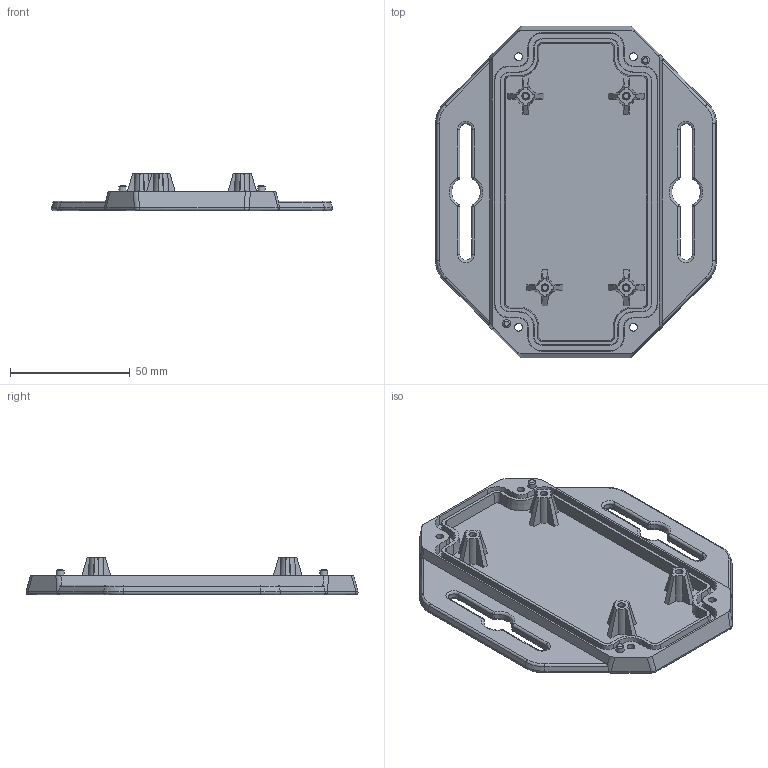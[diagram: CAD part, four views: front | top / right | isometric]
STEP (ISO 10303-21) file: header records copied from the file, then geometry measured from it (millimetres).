
FILE_DESCRIPTION(('FreeCAD Model'),'2;1');
FILE_NAME('Open CASCADE Shape Model','2021-02-22T04:40:34',('Author'),( ''),'Open CASCADE STEP processor 7.4','FreeCAD','Unknown');
FILE_SCHEMA(('AUTOMOTIVE_DESIGN { 1 0 10303 214 1 1 1 1 }'));
Length unit declared in the file: millimetre
Products named in the file (1): PolarPattern
Bounding box: 117.39 x 138.68 x 15.6 mm (x, y, z)
Volume: 53511.1 mm3; surface area: 36309.3 mm2
Topology: 1 solids, 1 shells, 313 faces, 792 edges, 486 vertices
Faces by surface type: plane 83, bspline 72, cylinder 70, cone 48, torus 24, sphere 16
Full cylindrical faces by diameter (mm): 3.2 x8, 8 x4
Entity records: 9998 total; most frequent: CARTESIAN_POINT 2784, ORIENTED_EDGE 1552, DIRECTION 1422, EDGE_CURVE 776, AXIS2_PLACEMENT_3D 534, VERTEX_POINT 486, LINE 354, VECTOR 354
